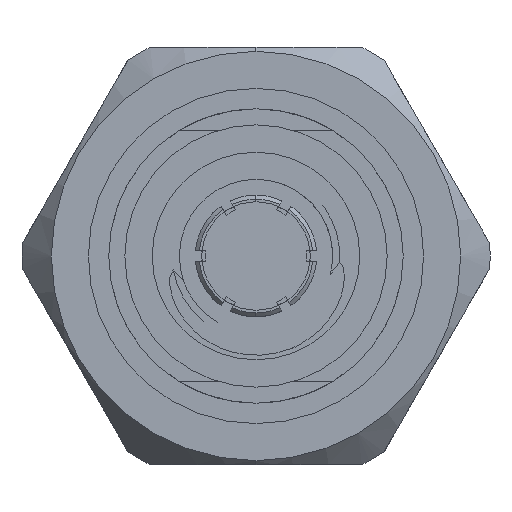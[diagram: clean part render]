
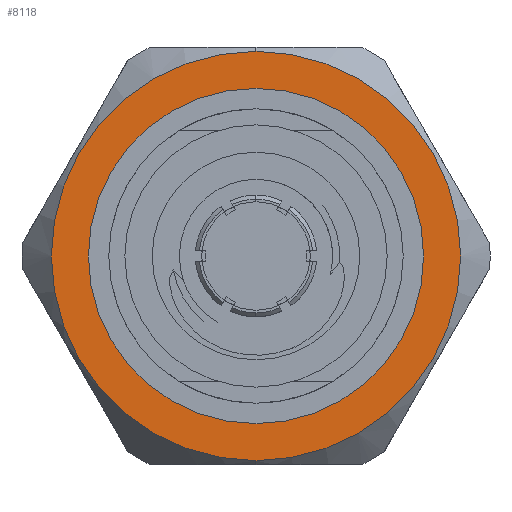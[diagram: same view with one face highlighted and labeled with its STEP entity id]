
A CAD part, left-side view. The second image highlights one B-rep face of the part: STEP entity #8118.
In plain terms, the highlighted face is planar.
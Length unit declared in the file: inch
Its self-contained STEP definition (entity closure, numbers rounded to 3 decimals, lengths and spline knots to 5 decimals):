
#14 = CIRCLE ( 'NONE', #9403, 0.12524 ) ;
#70 = CIRCLE ( 'NONE', #4838, 0.12524 ) ;
#139 = ORIENTED_EDGE ( 'NONE', *, *, #8416, .T. ) ;
#272 = DIRECTION ( 'NONE',  ( -1., 0., 0. ) ) ;
#410 = DIRECTION ( 'NONE',  ( 0., 0., 1. ) ) ;
#965 = DIRECTION ( 'NONE',  ( 1., 0., 0. ) ) ;
#1412 = VERTEX_POINT ( 'NONE', #5146 ) ;
#1976 = DIRECTION ( 'NONE',  ( 0., 0., 1. ) ) ;
#2089 = PLANE ( 'NONE',  #5713 ) ;
#2159 = AXIS2_PLACEMENT_3D ( 'NONE', #10682, #2950, #9794 ) ;
#2185 = EDGE_LOOP ( 'NONE', ( #2651, #139 ) ) ;
#2248 = EDGE_CURVE ( 'NONE', #2708, #2405, #10857, .T. ) ;
#2405 = VERTEX_POINT ( 'NONE', #8339 ) ;
#2524 = AXIS2_PLACEMENT_3D ( 'NONE', #7054, #965, #4333 ) ;
#2613 = VERTEX_POINT ( 'NONE', #3487 ) ;
#2651 = ORIENTED_EDGE ( 'NONE', *, *, #2248, .T. ) ;
#2708 = VERTEX_POINT ( 'NONE', #9045 ) ;
#2950 = DIRECTION ( 'NONE',  ( 1., 0., 0. ) ) ;
#3473 = EDGE_CURVE ( 'NONE', #2613, #1412, #14, .T. ) ;
#3487 = CARTESIAN_POINT ( 'NONE',  ( 0.34608, 0., 0.12524 ) ) ;
#3600 = EDGE_LOOP ( 'NONE', ( #8716, #8406 ) ) ;
#3889 = CARTESIAN_POINT ( 'NONE',  ( 0.34608, 0., 0. ) ) ;
#4333 = DIRECTION ( 'NONE',  ( 0., 0., -1. ) ) ;
#4668 = DIRECTION ( 'NONE',  ( -1., 0., 0. ) ) ;
#4838 = AXIS2_PLACEMENT_3D ( 'NONE', #3889, #4668, #410 ) ;
#5146 = CARTESIAN_POINT ( 'NONE',  ( 0.34608, 0., -0.12524 ) ) ;
#5370 = CIRCLE ( 'NONE', #2524, 0.15293 ) ;
#5518 = DIRECTION ( 'NONE',  ( -1., 0., 0. ) ) ;
#5713 = AXIS2_PLACEMENT_3D ( 'NONE', #9703, #272, #1976 ) ;
#7054 = CARTESIAN_POINT ( 'NONE',  ( 0.34608, 0., 0. ) ) ;
#7139 = FACE_BOUND ( 'NONE', #3600, .T. ) ;
#7861 = FACE_OUTER_BOUND ( 'NONE', #2185, .T. ) ;
#8118 = ADVANCED_FACE ( 'NONE', ( #7139, #7861 ), #2089, .F. ) ;
#8339 = CARTESIAN_POINT ( 'NONE',  ( 0.34608, 0., 0.15293 ) ) ;
#8406 = ORIENTED_EDGE ( 'NONE', *, *, #8567, .T. ) ;
#8416 = EDGE_CURVE ( 'NONE', #2405, #2708, #5370, .T. ) ;
#8567 = EDGE_CURVE ( 'NONE', #1412, #2613, #70, .T. ) ;
#8716 = ORIENTED_EDGE ( 'NONE', *, *, #3473, .T. ) ;
#8908 = DIRECTION ( 'NONE',  ( 0., 0., 1. ) ) ;
#9045 = CARTESIAN_POINT ( 'NONE',  ( 0.34608, 0., -0.15293 ) ) ;
#9070 = CARTESIAN_POINT ( 'NONE',  ( 0.34608, 0., 0. ) ) ;
#9403 = AXIS2_PLACEMENT_3D ( 'NONE', #9070, #5518, #8908 ) ;
#9703 = CARTESIAN_POINT ( 'NONE',  ( 0.34608, 0.1749, 0. ) ) ;
#9794 = DIRECTION ( 'NONE',  ( 0., 0., -1. ) ) ;
#10682 = CARTESIAN_POINT ( 'NONE',  ( 0.34608, 0., 0. ) ) ;
#10857 = CIRCLE ( 'NONE', #2159, 0.15293 ) ;
